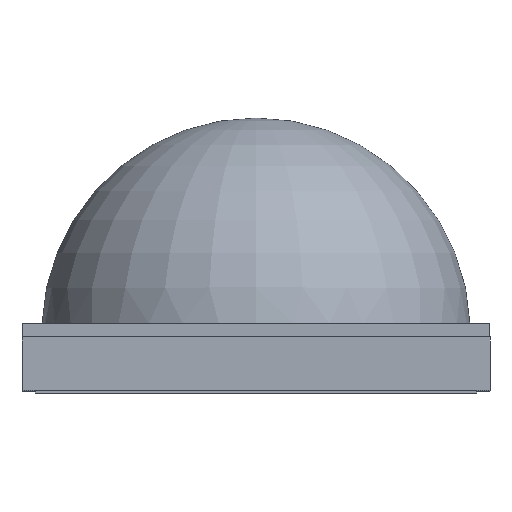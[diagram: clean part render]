
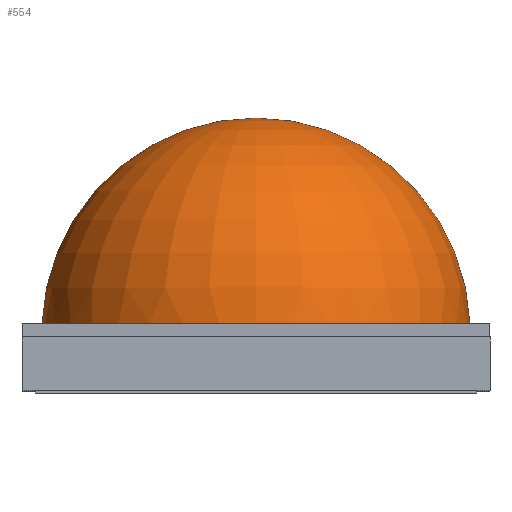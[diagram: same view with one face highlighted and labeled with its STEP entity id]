
A CAD part, top view. The second image highlights one B-rep face of the part: STEP entity #554.
In plain terms, the highlighted toroidal (fillet/blend) face has major radius 0.001 mm and minor radius 1.6 mm.
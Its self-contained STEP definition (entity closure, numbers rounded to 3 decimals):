
#32 = AXIS2_PLACEMENT_3D ( 'NONE', #1839, #1663, #564 ) ;
#78 = CIRCLE ( 'NONE', #1995, 1.6 ) ;
#88 = AXIS2_PLACEMENT_3D ( 'NONE', #1410, #1430, #2291 ) ;
#320 = EDGE_CURVE ( 'NONE', #1150, #2669, #2543, .T. ) ;
#554 = ADVANCED_FACE ( 'NONE', ( #1850 ), #1275, .T. ) ;
#564 = DIRECTION ( 'NONE',  ( 1., 0., 0. ) ) ;
#567 = DIRECTION ( 'NONE',  ( 0., 0., 1. ) ) ;
#719 = CIRCLE ( 'NONE', #88, 1.6 ) ;
#806 = CARTESIAN_POINT ( 'NONE',  ( 0.001, 0.44, 0. ) ) ;
#824 = DIRECTION ( 'NONE',  ( 0., 0., -1. ) ) ;
#1150 = VERTEX_POINT ( 'NONE', #1796 ) ;
#1242 = DIRECTION ( 'NONE',  ( 1., 0., 0. ) ) ;
#1275 = TOROIDAL_SURFACE ( 'NONE', #32, 0.001, 1.6 ) ;
#1393 = ORIENTED_EDGE ( 'NONE', *, *, #2529, .T. ) ;
#1410 = CARTESIAN_POINT ( 'NONE',  ( 0., 0.5, 0. ) ) ;
#1430 = DIRECTION ( 'NONE',  ( 0., -1., 0. ) ) ;
#1523 = CARTESIAN_POINT ( 'NONE',  ( 1.6, 0.5, 0. ) ) ;
#1663 = DIRECTION ( 'NONE',  ( 0., -1., 0. ) ) ;
#1686 = AXIS2_PLACEMENT_3D ( 'NONE', #806, #824, #1944 ) ;
#1710 = ORIENTED_EDGE ( 'NONE', *, *, #2407, .F. ) ;
#1796 = CARTESIAN_POINT ( 'NONE',  ( 0., 2.04, 0. ) ) ;
#1839 = CARTESIAN_POINT ( 'NONE',  ( 0., 0.44, 0. ) ) ;
#1850 = FACE_OUTER_BOUND ( 'NONE', #2355, .T. ) ;
#1944 = DIRECTION ( 'NONE',  ( -1., 0., 0. ) ) ;
#1995 = AXIS2_PLACEMENT_3D ( 'NONE', #2334, #567, #1242 ) ;
#2291 = DIRECTION ( 'NONE',  ( 1., 0., 0. ) ) ;
#2310 = VERTEX_POINT ( 'NONE', #2462 ) ;
#2334 = CARTESIAN_POINT ( 'NONE',  ( -0.001, 0.44, 0. ) ) ;
#2355 = EDGE_LOOP ( 'NONE', ( #2625, #1393, #1710 ) ) ;
#2407 = EDGE_CURVE ( 'NONE', #2669, #2310, #719, .T. ) ;
#2462 = CARTESIAN_POINT ( 'NONE',  ( -1.6, 0.5, 0. ) ) ;
#2529 = EDGE_CURVE ( 'NONE', #1150, #2310, #78, .T. ) ;
#2543 = CIRCLE ( 'NONE', #1686, 1.6 ) ;
#2625 = ORIENTED_EDGE ( 'NONE', *, *, #320, .F. ) ;
#2669 = VERTEX_POINT ( 'NONE', #1523 ) ;
